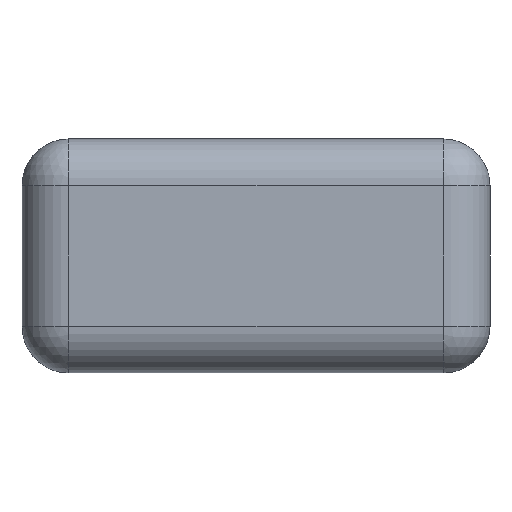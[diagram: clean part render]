
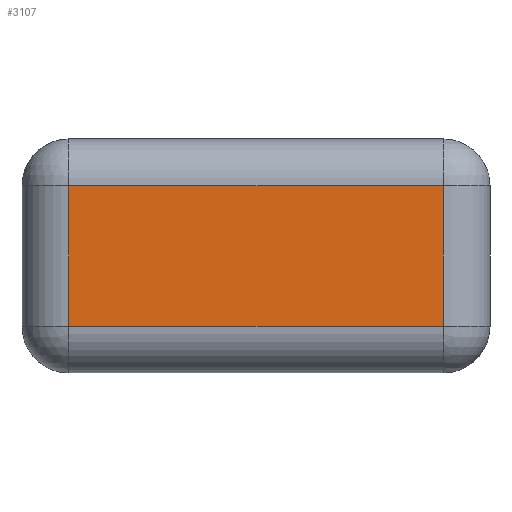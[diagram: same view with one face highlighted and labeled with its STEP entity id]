
A CAD part, left-side view. The second image highlights one B-rep face of the part: STEP entity #3107.
In plain terms, the highlighted planar face has unit normal (-1, 0, 0).
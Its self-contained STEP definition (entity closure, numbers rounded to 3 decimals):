
#3068=CARTESIAN_POINT('',(-0.8,-0.4,0.2));
#3069=DIRECTION('',(1.,0.,0.));
#3070=DIRECTION('',(0.,0.,-1.));
#3071=AXIS2_PLACEMENT_3D('',#3068,#3069,#3070);
#3072=PLANE('',#3071);
#3073=CARTESIAN_POINT('',(-0.8,-0.32,0.32));
#3074=VERTEX_POINT('',#3073);
#3075=CARTESIAN_POINT('',(-0.8,0.32,0.32));
#3076=VERTEX_POINT('',#3075);
#3077=CARTESIAN_POINT('',(-0.8,-0.32,0.32));
#3078=DIRECTION('',(-0.,1.,-0.));
#3079=VECTOR('',#3078,0.64);
#3080=LINE('',#3077,#3079);
#3081=EDGE_CURVE('',#3074,#3076,#3080,.T.);
#3082=ORIENTED_EDGE('',*,*,#3081,.T.);
#3083=CARTESIAN_POINT('',(-0.8,0.32,0.08));
#3084=VERTEX_POINT('',#3083);
#3085=CARTESIAN_POINT('',(-0.8,0.32,0.32));
#3086=DIRECTION('',(-0.,-0.,-1.));
#3087=VECTOR('',#3086,0.24);
#3088=LINE('',#3085,#3087);
#3089=EDGE_CURVE('',#3076,#3084,#3088,.T.);
#3090=ORIENTED_EDGE('',*,*,#3089,.T.);
#3091=CARTESIAN_POINT('',(-0.8,-0.32,0.08));
#3092=VERTEX_POINT('',#3091);
#3093=CARTESIAN_POINT('',(-0.8,0.32,0.08));
#3094=DIRECTION('',(0.,-1.,0.));
#3095=VECTOR('',#3094,0.64);
#3096=LINE('',#3093,#3095);
#3097=EDGE_CURVE('',#3084,#3092,#3096,.T.);
#3098=ORIENTED_EDGE('',*,*,#3097,.T.);
#3099=CARTESIAN_POINT('',(-0.8,-0.32,0.08));
#3100=DIRECTION('',(-0.,-0.,1.));
#3101=VECTOR('',#3100,0.24);
#3102=LINE('',#3099,#3101);
#3103=EDGE_CURVE('',#3092,#3074,#3102,.T.);
#3104=ORIENTED_EDGE('',*,*,#3103,.T.);
#3105=EDGE_LOOP('',(#3082,#3090,#3098,#3104));
#3106=FACE_BOUND('',#3105,.T.);
#3107=ADVANCED_FACE('',(#3106),#3072,.F.);
